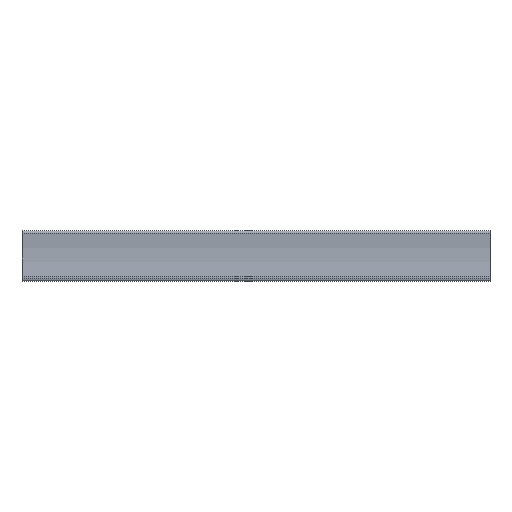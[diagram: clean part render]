
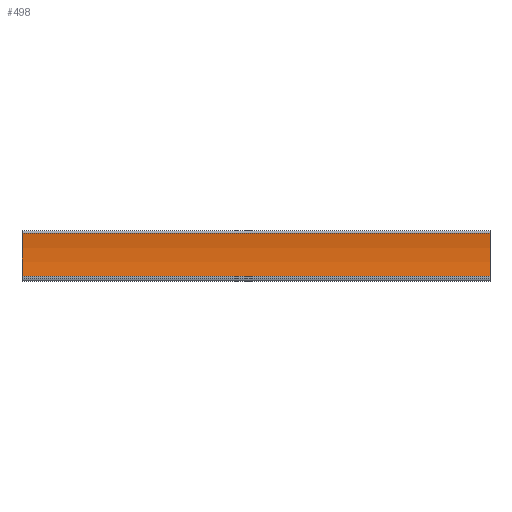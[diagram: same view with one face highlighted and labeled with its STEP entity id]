
A CAD part, front view. The second image highlights one B-rep face of the part: STEP entity #498.
In plain terms, the highlighted cylindrical face has radius 32.148 mm (diameter 64.296 mm), a partial arc.
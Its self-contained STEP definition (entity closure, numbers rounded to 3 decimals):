
#114 = VERTEX_POINT ( 'NONE', #879 ) ;
#116 = EDGE_CURVE ( 'NONE', #114, #117, #863, .T. ) ;
#117 = VERTEX_POINT ( 'NONE', #865 ) ;
#497 = ORIENTED_EDGE ( 'NONE', *, *, #2007, .T. ) ;
#498 = ADVANCED_FACE ( 'NONE', ( #1425 ), #1423, .F. ) ;
#500 = EDGE_LOOP ( 'NONE', ( #497, #2014, #2015, #2028 ) ) ;
#862 = VECTOR ( 'NONE', #869, 1000. ) ;
#863 = LINE ( 'NONE', #873, #862 ) ;
#865 = CARTESIAN_POINT ( 'NONE',  ( 0., -1696.701, 2673.001 ) ) ;
#869 = DIRECTION ( 'NONE',  ( -1., 0., 0. ) ) ;
#873 = CARTESIAN_POINT ( 'NONE',  ( 100., -1696.701, 2673.001 ) ) ;
#879 = CARTESIAN_POINT ( 'NONE',  ( 100., -1696.701, 2673.001 ) ) ;
#1413 = DIRECTION ( 'NONE',  ( 0., 0., 1. ) ) ;
#1414 = DIRECTION ( 'NONE',  ( -1., 0., 0. ) ) ;
#1417 = CARTESIAN_POINT ( 'NONE',  ( 100., -1728.556, 2668.669 ) ) ;
#1423 = CYLINDRICAL_SURFACE ( 'NONE', #1426, 32.148 ) ;
#1425 = FACE_OUTER_BOUND ( 'NONE', #500, .T. ) ;
#1426 = AXIS2_PLACEMENT_3D ( 'NONE', #1417, #1414, #1413 ) ;
#1745 = CARTESIAN_POINT ( 'NONE',  ( 0., -1696.777, 2663.806 ) ) ;
#1773 = DIRECTION ( 'NONE',  ( 0., 0., -1. ) ) ;
#1774 = DIRECTION ( 'NONE',  ( -1., 0., 0. ) ) ;
#1775 = AXIS2_PLACEMENT_3D ( 'NONE', #1791, #1774, #1773 ) ;
#1777 = DIRECTION ( 'NONE',  ( 0., 0., -1. ) ) ;
#1778 = DIRECTION ( 'NONE',  ( -1., 0., 0. ) ) ;
#1779 = CARTESIAN_POINT ( 'NONE',  ( 0., -1728.556, 2668.669 ) ) ;
#1780 = AXIS2_PLACEMENT_3D ( 'NONE', #1779, #1778, #1777 ) ;
#1781 = CIRCLE ( 'NONE', #1780, 32.148 ) ;
#1784 = CIRCLE ( 'NONE', #1775, 32.148 ) ;
#1791 = CARTESIAN_POINT ( 'NONE',  ( 100., -1728.556, 2668.669 ) ) ;
#1815 = CARTESIAN_POINT ( 'NONE',  ( 100., -1696.777, 2663.806 ) ) ;
#1851 = DIRECTION ( 'NONE',  ( -1., 0., 0. ) ) ;
#1852 = VECTOR ( 'NONE', #1851, 1000. ) ;
#1853 = LINE ( 'NONE', #1861, #1852 ) ;
#1861 = CARTESIAN_POINT ( 'NONE',  ( 100., -1696.777, 2663.806 ) ) ;
#2006 = VERTEX_POINT ( 'NONE', #1745 ) ;
#2007 = EDGE_CURVE ( 'NONE', #117, #2006, #1781, .T. ) ;
#2010 = EDGE_CURVE ( 'NONE', #114, #2026, #1784, .T. ) ;
#2014 = ORIENTED_EDGE ( 'NONE', *, *, #2038, .F. ) ;
#2015 = ORIENTED_EDGE ( 'NONE', *, *, #2010, .F. ) ;
#2026 = VERTEX_POINT ( 'NONE', #1815 ) ;
#2028 = ORIENTED_EDGE ( 'NONE', *, *, #116, .T. ) ;
#2038 = EDGE_CURVE ( 'NONE', #2026, #2006, #1853, .T. ) ;
